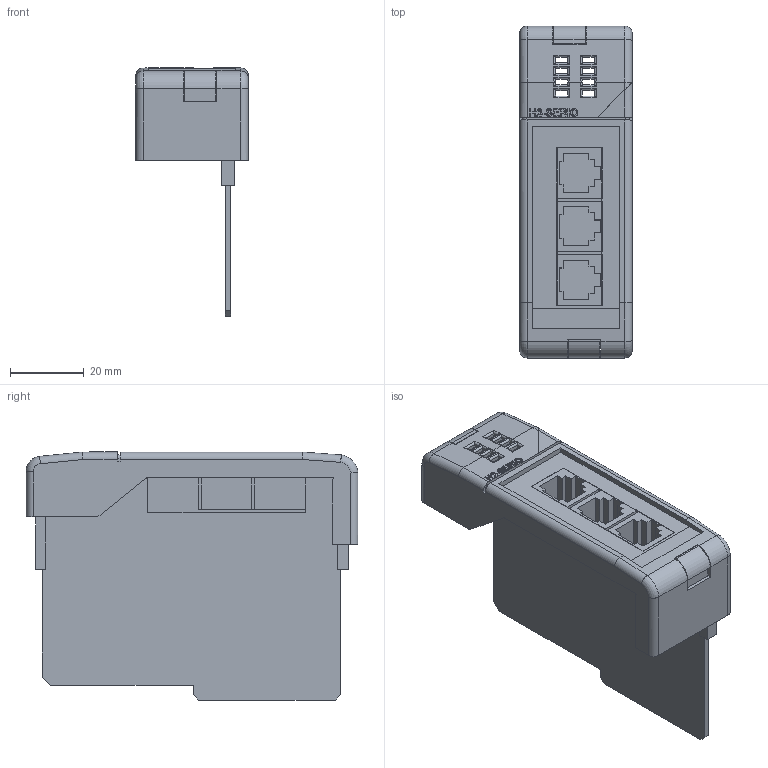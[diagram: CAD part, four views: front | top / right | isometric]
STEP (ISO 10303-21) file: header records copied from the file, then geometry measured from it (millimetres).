
FILE_DESCRIPTION (( 'STEP AP214' ), '1' );
FILE_NAME ('H2-SERIO.STEP', '2011-04-06T19:30:17', ( ' ' ), ( ' ' ), 'SwSTEP 2.0', 'SolidWorks 2009', '' );
FILE_SCHEMA (( 'AUTOMOTIVE_DESIGN' ));
Length unit declared in the file: millimetre
Products named in the file (1): H2-SERIO
Bounding box: 30.55 x 90 x 67.37 mm (x, y, z)
Volume: 20420.8 mm3; surface area: 31501.6 mm2
Topology: 5 solids, 5 shells, 435 faces, 1240 edges, 812 vertices
Faces by surface type: plane 301, cylinder 84, bspline 41, torus 9
Entity records: 21085 total; most frequent: CARTESIAN_POINT 5325, ORIENTED_EDGE 2480, DIRECTION 1955, EDGE_CURVE 1240, VECTOR 991, LINE 991, VERTEX_POINT 812, AXIS2_PLACEMENT_3D 482
